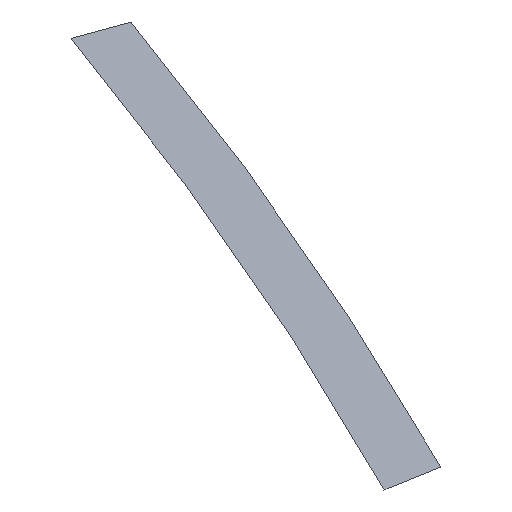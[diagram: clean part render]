
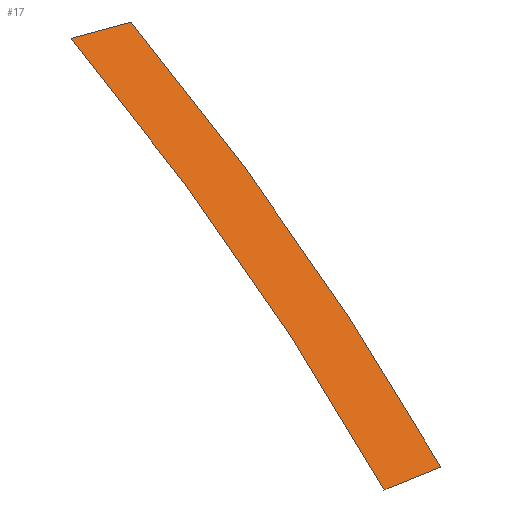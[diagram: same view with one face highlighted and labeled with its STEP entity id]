
A CAD part, isometric view. The second image highlights one B-rep face of the part: STEP entity #17.
In plain terms, the highlighted planar face has unit normal (-0.003, -0.001, -1).
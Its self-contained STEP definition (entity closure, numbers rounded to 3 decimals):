
#17 = ADVANCED_FACE('',(#18),#35,.T.);
#18 = FACE_BOUND('',#19,.F.);
#19 = EDGE_LOOP('',(#20,#49,#65,#87));
#20 = ORIENTED_EDGE('',*,*,#21,.T.);
#21 = EDGE_CURVE('',#22,#24,#26,.T.);
#22 = VERTEX_POINT('',#23);
#23 = CARTESIAN_POINT('',(-3.945,-11.78,
    0.025));
#24 = VERTEX_POINT('',#25);
#25 = CARTESIAN_POINT('',(5.917,11.262,
    -0.029));
#26 = SURFACE_CURVE('',#27,(#34),.PCURVE_S1.);
#27 = B_SPLINE_CURVE_WITH_KNOTS('',3,(#28,#29,#30,#31,#32,#33),
  .UNSPECIFIED.,.F.,.F.,(4,1,1,4),(0.,0.333,0.667,1.),
  .UNSPECIFIED.);
#28 = CARTESIAN_POINT('',(-3.945,-11.78,
    0.025));
#29 = CARTESIAN_POINT('',(-2.69,-9.29,
    0.018));
#30 = CARTESIAN_POINT('',(-0.285,-4.264,
    0.006));
#31 = CARTESIAN_POINT('',(3.006,3.426,
    -0.012));
#32 = CARTESIAN_POINT('',(4.982,8.635,
    -0.024));
#33 = CARTESIAN_POINT('',(5.917,11.262,
    -0.029));
#34 = PCURVE('',#35,#40);
#35 = PLANE('',#36);
#36 = AXIS2_PLACEMENT_3D('',#37,#38,#39);
#37 = CARTESIAN_POINT('',(6.047,11.727,
    -0.03));
#38 = DIRECTION('',(-0.003,-0.001,
    -1.));
#39 = DIRECTION('',(-0.175,-0.985,0.002)
  );
#40 = DEFINITIONAL_REPRESENTATION('',(#41),#48);
#41 = B_SPLINE_CURVE_WITH_KNOTS('',3,(#42,#43,#44,#45,#46,#47),
  .UNSPECIFIED.,.F.,.F.,(4,1,1,4),(0.,0.333,0.667,1.),
  .UNSPECIFIED.);
#42 = CARTESIAN_POINT('',(24.89,5.737));
#43 = CARTESIAN_POINT('',(22.219,4.935));
#44 = CARTESIAN_POINT('',(16.85,3.445));
#45 = CARTESIAN_POINT('',(8.704,1.546));
#46 = CARTESIAN_POINT('',(3.23,0.509));
#47 = CARTESIAN_POINT('',(0.48,0.047));
#48 = ( GEOMETRIC_REPRESENTATION_CONTEXT(2) 
PARAMETRIC_REPRESENTATION_CONTEXT() REPRESENTATION_CONTEXT('2D SPACE',''
  ) );
#49 = ORIENTED_EDGE('',*,*,#50,.T.);
#50 = EDGE_CURVE('',#24,#51,#53,.T.);
#51 = VERTEX_POINT('',#52);
#52 = CARTESIAN_POINT('',(4.033,11.933,
    -0.025));
#53 = SURFACE_CURVE('',#54,(#58),.PCURVE_S1.);
#54 = LINE('',#55,#56);
#55 = CARTESIAN_POINT('',(5.917,11.262,
    -0.029));
#56 = VECTOR('',#57,1.);
#57 = DIRECTION('',(-0.942,0.335,0.002));
#58 = PCURVE('',#35,#59);
#59 = DEFINITIONAL_REPRESENTATION('',(#60),#64);
#60 = LINE('',#61,#62);
#61 = CARTESIAN_POINT('',(0.48,0.047));
#62 = VECTOR('',#63,1.);
#63 = DIRECTION('',(-0.166,0.986));
#64 = ( GEOMETRIC_REPRESENTATION_CONTEXT(2) 
PARAMETRIC_REPRESENTATION_CONTEXT() REPRESENTATION_CONTEXT('2D SPACE',''
  ) );
#65 = ORIENTED_EDGE('',*,*,#66,.T.);
#66 = EDGE_CURVE('',#51,#67,#69,.T.);
#67 = VERTEX_POINT('',#68);
#68 = CARTESIAN_POINT('',(-6.005,-11.415,
    0.03));
#69 = SURFACE_CURVE('',#70,(#77),.PCURVE_S1.);
#70 = B_SPLINE_CURVE_WITH_KNOTS('',3,(#71,#72,#73,#74,#75,#76),
  .UNSPECIFIED.,.F.,.F.,(4,1,1,4),(0.,0.333,0.667,1.),
  .UNSPECIFIED.);
#71 = CARTESIAN_POINT('',(4.033,11.933,
    -0.025));
#72 = CARTESIAN_POINT('',(3.086,9.268,
    -0.019));
#73 = CARTESIAN_POINT('',(1.08,3.986,
    -0.008));
#74 = CARTESIAN_POINT('',(-2.269,-3.805,
    0.011));
#75 = CARTESIAN_POINT('',(-4.723,-8.895,
    0.023));
#76 = CARTESIAN_POINT('',(-6.005,-11.415,
    0.03));
#77 = PCURVE('',#35,#78);
#78 = DEFINITIONAL_REPRESENTATION('',(#79),#86);
#79 = B_SPLINE_CURVE_WITH_KNOTS('',3,(#80,#81,#82,#83,#84,#85),
  .UNSPECIFIED.,.F.,.F.,(4,1,1,4),(0.,0.333,0.667,1.),
  .UNSPECIFIED.);
#80 = CARTESIAN_POINT('',(0.149,2.019));
#81 = CARTESIAN_POINT('',(2.937,2.487));
#82 = CARTESIAN_POINT('',(8.488,3.54));
#83 = CARTESIAN_POINT('',(16.745,5.479));
#84 = CARTESIAN_POINT('',(22.185,7.006));
#85 = CARTESIAN_POINT('',(24.89,7.829));
#86 = ( GEOMETRIC_REPRESENTATION_CONTEXT(2) 
PARAMETRIC_REPRESENTATION_CONTEXT() REPRESENTATION_CONTEXT('2D SPACE',''
  ) );
#87 = ORIENTED_EDGE('',*,*,#88,.T.);
#88 = EDGE_CURVE('',#67,#22,#89,.T.);
#89 = SURFACE_CURVE('',#90,(#94),.PCURVE_S1.);
#90 = LINE('',#91,#92);
#91 = CARTESIAN_POINT('',(-6.005,-11.415,
    0.03));
#92 = VECTOR('',#93,1.);
#93 = DIRECTION('',(0.985,-0.175,-0.002)
  );
#94 = PCURVE('',#35,#95);
#95 = DEFINITIONAL_REPRESENTATION('',(#96),#100);
#96 = LINE('',#97,#98);
#97 = CARTESIAN_POINT('',(24.89,7.829));
#98 = VECTOR('',#99,1.);
#99 = DIRECTION('',(0.,-1.));
#100 = ( GEOMETRIC_REPRESENTATION_CONTEXT(2) 
PARAMETRIC_REPRESENTATION_CONTEXT() REPRESENTATION_CONTEXT('2D SPACE',''
  ) );
